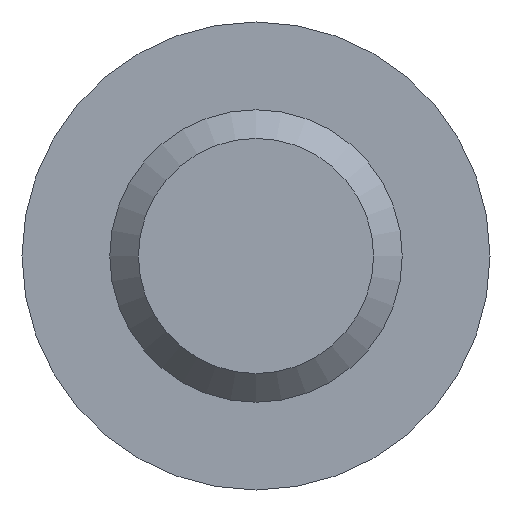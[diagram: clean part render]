
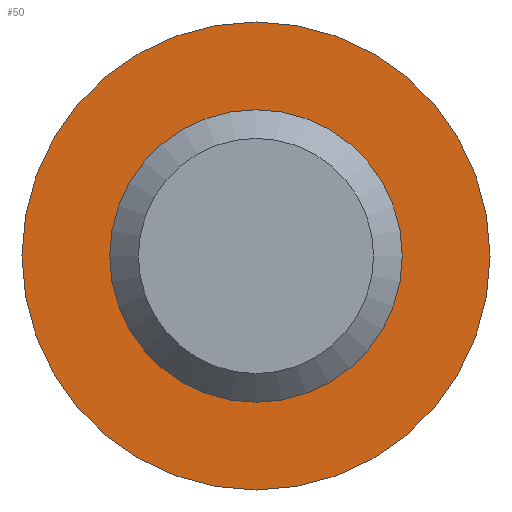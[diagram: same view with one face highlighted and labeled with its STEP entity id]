
A CAD part, front view. The second image highlights one B-rep face of the part: STEP entity #50.
In plain terms, the highlighted planar face has unit normal (0, -1, 0).
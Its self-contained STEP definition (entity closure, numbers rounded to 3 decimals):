
#50 = ADVANCED_FACE( '', ( #112, #113 ), #114, .F. );
#112 = FACE_BOUND( '', #191, .T. );
#113 = FACE_OUTER_BOUND( '', #192, .T. );
#114 = PLANE( '', #193 );
#191 = EDGE_LOOP( '', ( #273 ) );
#192 = EDGE_LOOP( '', ( #274 ) );
#193 = AXIS2_PLACEMENT_3D( '', #275, #276, #277 );
#273 = ORIENTED_EDGE( '', *, *, #404, .F. );
#274 = ORIENTED_EDGE( '', *, *, #405, .T. );
#275 = CARTESIAN_POINT( '', ( 4., 0., 0. ) );
#276 = DIRECTION( '', ( 0., 1., 0. ) );
#277 = DIRECTION( '', ( 0., 0., 1. ) );
#404 = EDGE_CURVE( '', #462, #462, #463, .T. );
#405 = EDGE_CURVE( '', #464, #464, #465, .T. );
#462 = VERTEX_POINT( '', #540 );
#463 = CIRCLE( '', #541, 2.01 );
#464 = VERTEX_POINT( '', #542 );
#465 = CIRCLE( '', #543, 4. );
#540 = CARTESIAN_POINT( '', ( 0., 0., -2.01 ) );
#541 = AXIS2_PLACEMENT_3D( '', #624, #625, #626 );
#542 = CARTESIAN_POINT( '', ( 0., 0., -4. ) );
#543 = AXIS2_PLACEMENT_3D( '', #627, #628, #629 );
#624 = CARTESIAN_POINT( '', ( 0., 0., 0. ) );
#625 = DIRECTION( '', ( 0., -1., 0. ) );
#626 = DIRECTION( '', ( 0., 0., -1. ) );
#627 = CARTESIAN_POINT( '', ( 0., 0., 0. ) );
#628 = DIRECTION( '', ( 0., -1., 0. ) );
#629 = DIRECTION( '', ( 0., 0., -1. ) );
